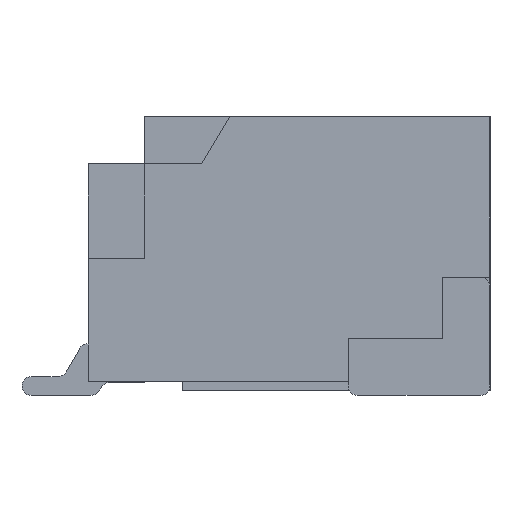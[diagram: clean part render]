
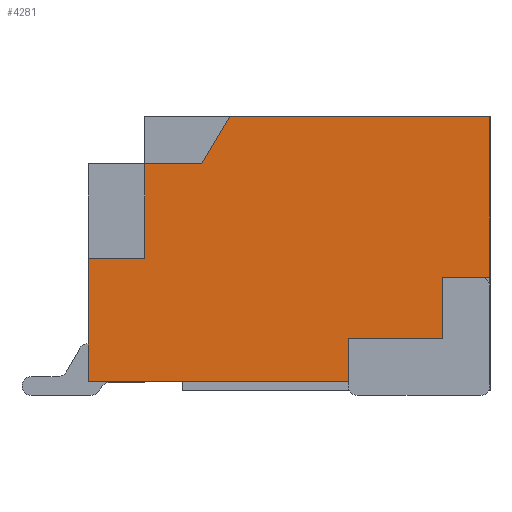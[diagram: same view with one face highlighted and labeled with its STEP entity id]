
A CAD part, left-side view. The second image highlights one B-rep face of the part: STEP entity #4281.
In plain terms, the highlighted planar face has unit normal (-1, 0, 0).
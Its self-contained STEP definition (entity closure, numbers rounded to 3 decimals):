
#4281=ADVANCED_FACE('',(#9562),#9564,.T.);
#9562=FACE_BOUND('',#9563,.T.);
#9563=EDGE_LOOP('',(#13899,#13900,#13901,#13902,#13903,#13904,#13905,#13906,#13907,
#13908,#13909,#13910));
#9564=PLANE('',#9565);
#9565=AXIS2_PLACEMENT_3D('',#9566,#9567,#9568);
#9566=CARTESIAN_POINT('',(-1.5,0.,0.));
#9567=DIRECTION('',(-1.,0.,0.));
#9568=DIRECTION('',(0.,0.,1.));
#13899=ORIENTED_EDGE('',*,*,#16717,.T.);
#13900=ORIENTED_EDGE('',*,*,#16718,.T.);
#13901=ORIENTED_EDGE('',*,*,#16719,.T.);
#13902=ORIENTED_EDGE('',*,*,#16590,.T.);
#13903=ORIENTED_EDGE('',*,*,#16720,.T.);
#13904=ORIENTED_EDGE('',*,*,#16721,.T.);
#13905=ORIENTED_EDGE('',*,*,#16722,.T.);
#13906=ORIENTED_EDGE('',*,*,#16723,.T.);
#13907=ORIENTED_EDGE('',*,*,#16566,.T.);
#13908=ORIENTED_EDGE('',*,*,#16716,.T.);
#13909=ORIENTED_EDGE('',*,*,#16724,.T.);
#13910=ORIENTED_EDGE('',*,*,#16725,.T.);
#16566=EDGE_CURVE('',#19426,#19424,#19427,.T.);
#16590=EDGE_CURVE('',#19473,#19471,#19474,.T.);
#16716=EDGE_CURVE('',#19424,#19713,#19715,.T.);
#16717=EDGE_CURVE('',#19716,#19717,#19718,.F.);
#16718=EDGE_CURVE('',#19717,#19719,#19720,.F.);
#16719=EDGE_CURVE('',#19719,#19473,#19721,.T.);
#16720=EDGE_CURVE('',#19471,#19722,#19723,.F.);
#16721=EDGE_CURVE('',#19722,#19724,#19725,.F.);
#16722=EDGE_CURVE('',#19724,#19726,#19727,.F.);
#16723=EDGE_CURVE('',#19726,#19426,#19728,.F.);
#16724=EDGE_CURVE('',#19713,#19729,#19730,.F.);
#16725=EDGE_CURVE('',#19729,#19716,#19731,.F.);
#19424=VERTEX_POINT('',#25516);
#19426=VERTEX_POINT('',#25520);
#19427=LINE('',#25521,#25522);
#19471=VERTEX_POINT('',#25611);
#19473=VERTEX_POINT('',#25615);
#19474=LINE('',#25616,#25617);
#19713=VERTEX_POINT('',#26105);
#19715=LINE('',#26109,#26110);
#19716=VERTEX_POINT('',#26112);
#19717=VERTEX_POINT('',#26113);
#19718=LINE('',#26114,#26115);
#19719=VERTEX_POINT('',#26117);
#19720=LINE('',#26118,#26119);
#19721=LINE('',#26121,#26122);
#19722=VERTEX_POINT('',#26124);
#19723=LINE('',#26125,#26126);
#19724=VERTEX_POINT('',#26128);
#19725=LINE('',#26129,#26130);
#19726=VERTEX_POINT('',#26132);
#19727=LINE('',#26133,#26134);
#19728=LINE('',#26136,#26137);
#19729=VERTEX_POINT('',#26139);
#19730=LINE('',#26140,#26141);
#19731=LINE('',#26143,#26144);
#25516=CARTESIAN_POINT('',(-1.5,-4.25,2.9));
#25520=CARTESIAN_POINT('',(-1.5,-4.25,1.2));
#25521=CARTESIAN_POINT('',(-1.5,-4.25,1.2));
#25522=VECTOR('',#25523,1.);
#25523=DIRECTION('',(0.,0.,1.));
#25611=CARTESIAN_POINT('',(-1.5,-2.75,0.1));
#25615=CARTESIAN_POINT('',(-1.5,0.,0.1));
#25616=CARTESIAN_POINT('',(-1.5,0.,0.1));
#25617=VECTOR('',#25618,1.);
#25618=DIRECTION('',(0.,-1.,0.));
#26105=CARTESIAN_POINT('',(-1.5,-1.5,2.9));
#26109=CARTESIAN_POINT('',(-1.5,-4.25,2.9));
#26110=VECTOR('',#26111,1.);
#26111=DIRECTION('',(0.,1.,0.));
#26112=CARTESIAN_POINT('',(-1.5,-0.6,2.4));
#26113=CARTESIAN_POINT('',(-1.5,-0.6,1.4));
#26114=CARTESIAN_POINT('',(-1.5,-0.6,1.4));
#26115=VECTOR('',#26116,1.);
#26116=DIRECTION('',(0.,0.,1.));
#26117=CARTESIAN_POINT('',(-1.5,0.,1.4));
#26118=CARTESIAN_POINT('',(-1.5,0.,1.4));
#26119=VECTOR('',#26120,1.);
#26120=DIRECTION('',(0.,-1.,0.));
#26121=CARTESIAN_POINT('',(-1.5,0.,1.4));
#26122=VECTOR('',#26123,1.);
#26123=DIRECTION('',(0.,0.,-1.));
#26124=CARTESIAN_POINT('',(-1.5,-2.75,0.55));
#26125=CARTESIAN_POINT('',(-1.5,-2.75,0.55));
#26126=VECTOR('',#26127,1.);
#26127=DIRECTION('',(0.,0.,-1.));
#26128=CARTESIAN_POINT('',(-1.5,-3.75,0.55));
#26129=CARTESIAN_POINT('',(-1.5,-3.75,0.55));
#26130=VECTOR('',#26131,1.);
#26131=DIRECTION('',(0.,1.,0.));
#26132=CARTESIAN_POINT('',(-1.5,-3.75,1.2));
#26133=CARTESIAN_POINT('',(-1.5,-3.75,1.2));
#26134=VECTOR('',#26135,1.);
#26135=DIRECTION('',(0.,0.,-1.));
#26136=CARTESIAN_POINT('',(-1.5,-4.25,1.2));
#26137=VECTOR('',#26138,1.);
#26138=DIRECTION('',(0.,1.,0.));
#26139=CARTESIAN_POINT('',(-1.5,-1.2,2.4));
#26140=CARTESIAN_POINT('',(-1.5,-1.2,2.4));
#26141=VECTOR('',#26142,1.);
#26142=DIRECTION('',(0.,-0.514,0.857));
#26143=CARTESIAN_POINT('',(-1.5,-0.6,2.4));
#26144=VECTOR('',#26145,1.);
#26145=DIRECTION('',(0.,-1.,0.));
